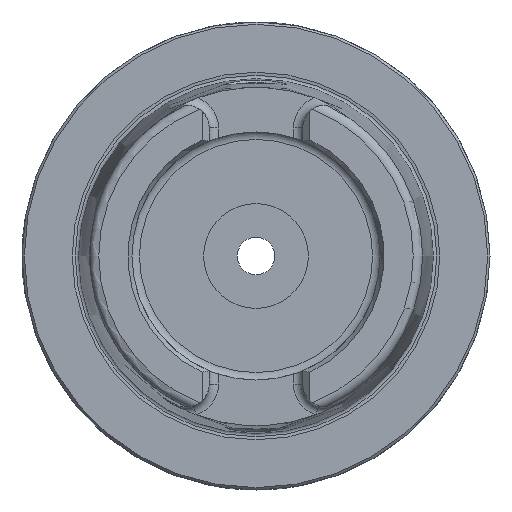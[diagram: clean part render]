
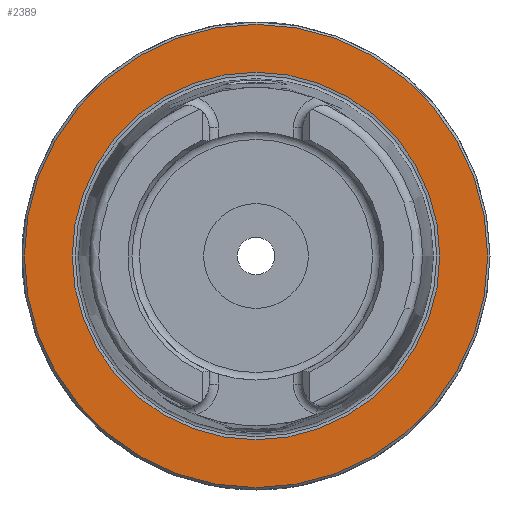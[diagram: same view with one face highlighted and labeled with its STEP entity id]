
A CAD part, left-side view. The second image highlights one B-rep face of the part: STEP entity #2389.
In plain terms, the highlighted planar face has unit normal (-1, 0, 0).
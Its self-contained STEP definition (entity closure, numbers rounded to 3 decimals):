
#386=FACE_BOUND('',#694,.T.);
#422=PLANE('',#2722);
#548=FACE_OUTER_BOUND('',#693,.T.);
#693=EDGE_LOOP('',(#2180));
#694=EDGE_LOOP('',(#2181));
#874=CIRCLE('',#2721,39.275);
#875=CIRCLE('',#2723,49.5);
#1121=VERTEX_POINT('',#5090);
#1122=VERTEX_POINT('',#5094);
#1479=EDGE_CURVE('',#1121,#1121,#874,.T.);
#1480=EDGE_CURVE('',#1122,#1122,#875,.T.);
#2180=ORIENTED_EDGE('',*,*,#1480,.F.);
#2181=ORIENTED_EDGE('',*,*,#1479,.T.);
#2389=ADVANCED_FACE('',(#548,#386),#422,.T.);
#2721=AXIS2_PLACEMENT_3D('',#5092,#3450,#3451);
#2722=AXIS2_PLACEMENT_3D('',#5093,#3452,#3453);
#2723=AXIS2_PLACEMENT_3D('',#5095,#3454,#3455);
#3450=DIRECTION('center_axis',(1.,0.,0.));
#3451=DIRECTION('ref_axis',(0.,0.,-1.));
#3452=DIRECTION('center_axis',(-1.,0.,0.));
#3453=DIRECTION('ref_axis',(0.,0.,1.));
#3454=DIRECTION('center_axis',(1.,0.,0.));
#3455=DIRECTION('ref_axis',(0.,0.,-1.));
#5090=CARTESIAN_POINT('',(0.,-39.275,0.));
#5092=CARTESIAN_POINT('Origin',(0.,0.,0.));
#5093=CARTESIAN_POINT('Origin',(0.,49.5,0.));
#5094=CARTESIAN_POINT('',(0.,-49.5,0.));
#5095=CARTESIAN_POINT('Origin',(0.,0.,0.));
